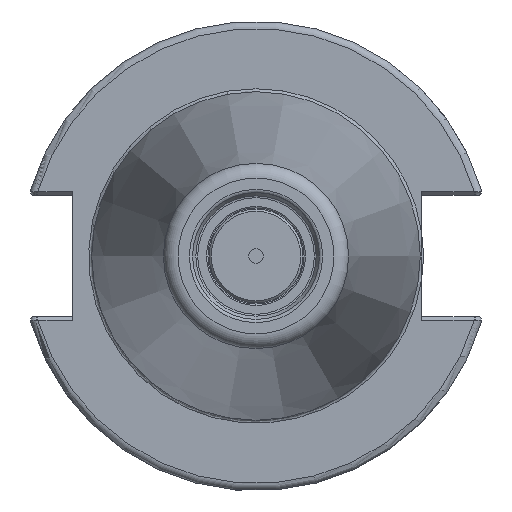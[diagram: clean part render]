
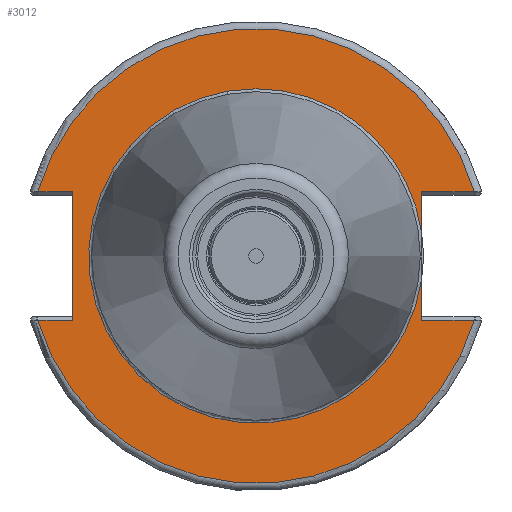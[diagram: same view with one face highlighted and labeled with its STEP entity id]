
A CAD part, left-side view. The second image highlights one B-rep face of the part: STEP entity #3012.
In plain terms, the highlighted planar face has unit normal (-1, 0, 0).
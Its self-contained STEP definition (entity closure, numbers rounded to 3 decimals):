
#243=PLANE('',#3256);
#322=FACE_OUTER_BOUND('',#498,.T.);
#498=EDGE_LOOP('',(#2152,#2153,#2154,#2155,#2156,#2157,#2158,#2159,#2160,
#2161,#2162));
#682=LINE('',#4598,#848);
#689=LINE('',#4720,#855);
#690=LINE('',#4724,#856);
#691=LINE('',#4726,#857);
#692=LINE('',#4728,#858);
#693=LINE('',#4732,#859);
#694=LINE('',#4734,#860);
#848=VECTOR('',#3718,10.);
#855=VECTOR('',#3729,10.);
#856=VECTOR('',#3732,10.);
#857=VECTOR('',#3733,10.);
#858=VECTOR('',#3734,10.);
#859=VECTOR('',#3737,10.);
#860=VECTOR('',#3738,10.);
#1049=CIRCLE('',#3257,30.775);
#1050=CIRCLE('',#3258,30.775);
#1051=CIRCLE('',#3259,22.625);
#1052=CIRCLE('',#3260,22.625);
#1270=VERTEX_POINT('',#4595);
#1271=VERTEX_POINT('',#4597);
#1279=VERTEX_POINT('',#4719);
#1280=VERTEX_POINT('',#4721);
#1281=VERTEX_POINT('',#4723);
#1282=VERTEX_POINT('',#4725);
#1283=VERTEX_POINT('',#4727);
#1284=VERTEX_POINT('',#4729);
#1285=VERTEX_POINT('',#4731);
#1286=VERTEX_POINT('',#4733);
#1287=VERTEX_POINT('',#4735);
#1608=EDGE_CURVE('',#1270,#1271,#682,.T.);
#1620=EDGE_CURVE('',#1279,#1271,#689,.T.);
#1621=EDGE_CURVE('',#1280,#1270,#1049,.T.);
#1622=EDGE_CURVE('',#1281,#1280,#690,.T.);
#1623=EDGE_CURVE('',#1281,#1282,#691,.T.);
#1624=EDGE_CURVE('',#1283,#1282,#692,.T.);
#1625=EDGE_CURVE('',#1284,#1283,#1050,.T.);
#1626=EDGE_CURVE('',#1285,#1284,#693,.T.);
#1627=EDGE_CURVE('',#1285,#1286,#694,.T.);
#1628=EDGE_CURVE('',#1286,#1287,#1051,.T.);
#1629=EDGE_CURVE('',#1287,#1279,#1052,.T.);
#2152=ORIENTED_EDGE('',*,*,#1620,.T.);
#2153=ORIENTED_EDGE('',*,*,#1608,.F.);
#2154=ORIENTED_EDGE('',*,*,#1621,.F.);
#2155=ORIENTED_EDGE('',*,*,#1622,.F.);
#2156=ORIENTED_EDGE('',*,*,#1623,.T.);
#2157=ORIENTED_EDGE('',*,*,#1624,.F.);
#2158=ORIENTED_EDGE('',*,*,#1625,.F.);
#2159=ORIENTED_EDGE('',*,*,#1626,.F.);
#2160=ORIENTED_EDGE('',*,*,#1627,.T.);
#2161=ORIENTED_EDGE('',*,*,#1628,.T.);
#2162=ORIENTED_EDGE('',*,*,#1629,.T.);
#3012=ADVANCED_FACE('',(#322),#243,.T.);
#3256=AXIS2_PLACEMENT_3D('',#4718,#3727,#3728);
#3257=AXIS2_PLACEMENT_3D('',#4722,#3730,#3731);
#3258=AXIS2_PLACEMENT_3D('',#4730,#3735,#3736);
#3259=AXIS2_PLACEMENT_3D('',#4736,#3739,#3740);
#3260=AXIS2_PLACEMENT_3D('',#4737,#3741,#3742);
#3718=DIRECTION('',(0.,1.,0.));
#3727=DIRECTION('center_axis',(-1.,0.,0.));
#3728=DIRECTION('ref_axis',(0.,0.,1.));
#3729=DIRECTION('',(0.,0.,1.));
#3730=DIRECTION('center_axis',(1.,0.,0.));
#3731=DIRECTION('ref_axis',(0.,0.,-1.));
#3732=DIRECTION('',(0.,1.,0.));
#3733=DIRECTION('',(0.,0.,-1.));
#3734=DIRECTION('',(0.,-1.,0.));
#3735=DIRECTION('center_axis',(1.,0.,0.));
#3736=DIRECTION('ref_axis',(0.,0.,-1.));
#3737=DIRECTION('',(0.,-1.,0.));
#3738=DIRECTION('',(0.,0.,1.));
#3739=DIRECTION('center_axis',(1.,0.,0.));
#3740=DIRECTION('ref_axis',(0.,0.,-1.));
#3741=DIRECTION('center_axis',(1.,0.,0.));
#3742=DIRECTION('ref_axis',(0.,0.,-1.));
#4595=CARTESIAN_POINT('',(1.,-29.523,8.69));
#4597=CARTESIAN_POINT('',(1.,-22.41,8.69));
#4598=CARTESIAN_POINT('',(1.,4.182,8.69));
#4718=CARTESIAN_POINT('Origin',(1.,30.775,0.));
#4719=CARTESIAN_POINT('',(1.,-22.41,3.112));
#4720=CARTESIAN_POINT('',(1.,-22.41,-4.095));
#4721=CARTESIAN_POINT('',(1.,29.523,8.69));
#4722=CARTESIAN_POINT('Origin',(1.,0.,0.));
#4723=CARTESIAN_POINT('',(1.,24.8,8.69));
#4724=CARTESIAN_POINT('',(1.,38.399,8.69));
#4725=CARTESIAN_POINT('',(1.,24.8,-8.69));
#4726=CARTESIAN_POINT('',(1.,24.8,4.095));
#4727=CARTESIAN_POINT('',(1.,29.523,-8.69));
#4728=CARTESIAN_POINT('',(1.,27.788,-8.69));
#4729=CARTESIAN_POINT('',(1.,-29.523,-8.69));
#4730=CARTESIAN_POINT('Origin',(1.,0.,0.));
#4731=CARTESIAN_POINT('',(1.,-22.41,-8.69));
#4732=CARTESIAN_POINT('',(1.,-6.591,-8.69));
#4733=CARTESIAN_POINT('',(1.,-22.41,-3.112));
#4734=CARTESIAN_POINT('',(1.,-22.41,-4.095));
#4735=CARTESIAN_POINT('',(1.,0.,22.625));
#4736=CARTESIAN_POINT('Origin',(1.,0.,0.));
#4737=CARTESIAN_POINT('Origin',(1.,0.,0.));
